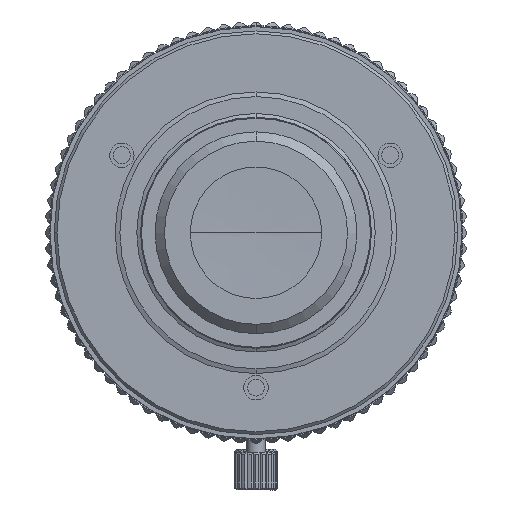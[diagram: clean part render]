
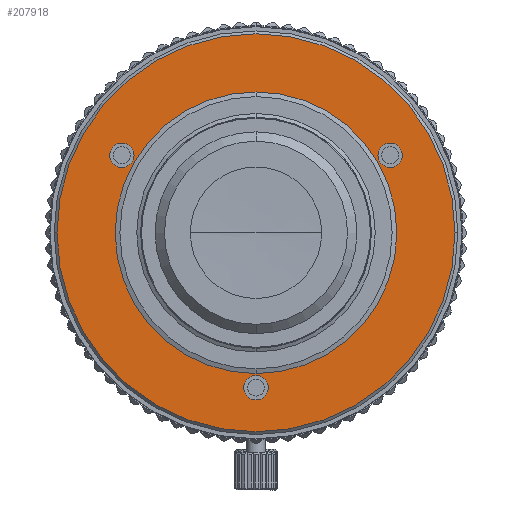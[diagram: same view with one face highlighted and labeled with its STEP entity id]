
A CAD part, front view. The second image highlights one B-rep face of the part: STEP entity #207918.
In plain terms, the highlighted planar face has unit normal (0, -1, 0).
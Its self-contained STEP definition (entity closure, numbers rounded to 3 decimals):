
#308 = CARTESIAN_POINT ( 'NONE',  ( -14.289, -4.55, 8.25 ) ) ;
#9084 = EDGE_CURVE ( 'NONE', #197566, #214408, #164452, .T. ) ;
#9987 = CARTESIAN_POINT ( 'NONE',  ( 14.289, -4.55, 9.55 ) ) ;
#17015 = ORIENTED_EDGE ( 'NONE', *, *, #144266, .F. ) ;
#19949 = CARTESIAN_POINT ( 'NONE',  ( 0., -4.55, 0. ) ) ;
#20129 = EDGE_CURVE ( 'NONE', #78679, #21111, #135824, .T. ) ;
#20775 = DIRECTION ( 'NONE',  ( 0., 1., 0. ) ) ;
#21111 = VERTEX_POINT ( 'NONE', #66870 ) ;
#24459 = DIRECTION ( 'NONE',  ( 0., 0., -1. ) ) ;
#28568 = CIRCLE ( 'NONE', #217380, 1.3 ) ;
#29489 = FACE_BOUND ( 'NONE', #233348, .T. ) ;
#30582 = DIRECTION ( 'NONE',  ( 0., 1., 0. ) ) ;
#31115 = EDGE_CURVE ( 'NONE', #214408, #197566, #200650, .T. ) ;
#31916 = CARTESIAN_POINT ( 'NONE',  ( 0., -4.55, -16.5 ) ) ;
#35499 = DIRECTION ( 'NONE',  ( 0., 0., -1. ) ) ;
#39848 = DIRECTION ( 'NONE',  ( 0., -1., 0. ) ) ;
#42541 = DIRECTION ( 'NONE',  ( 0., 1., 0. ) ) ;
#42660 = AXIS2_PLACEMENT_3D ( 'NONE', #128944, #50591, #124171 ) ;
#42836 = CARTESIAN_POINT ( 'NONE',  ( 0., -4.55, 0. ) ) ;
#43472 = AXIS2_PLACEMENT_3D ( 'NONE', #31916, #200644, #35499 ) ;
#46144 = ORIENTED_EDGE ( 'NONE', *, *, #68429, .T. ) ;
#50591 = DIRECTION ( 'NONE',  ( 0., 1., 0. ) ) ;
#50621 = ORIENTED_EDGE ( 'NONE', *, *, #195338, .F. ) ;
#53149 = EDGE_CURVE ( 'NONE', #85384, #74658, #135408, .T. ) ;
#56208 = DIRECTION ( 'NONE',  ( -1., 0., 0. ) ) ;
#62403 = VERTEX_POINT ( 'NONE', #91986 ) ;
#63224 = DIRECTION ( 'NONE',  ( 0., 0., -1. ) ) ;
#63876 = ORIENTED_EDGE ( 'NONE', *, *, #31115, .T. ) ;
#66870 = CARTESIAN_POINT ( 'NONE',  ( 0., -4.55, -15. ) ) ;
#68429 = EDGE_CURVE ( 'NONE', #149514, #62403, #28568, .T. ) ;
#70254 = AXIS2_PLACEMENT_3D ( 'NONE', #165297, #39848, #206192 ) ;
#74658 = VERTEX_POINT ( 'NONE', #88941 ) ;
#77102 = ORIENTED_EDGE ( 'NONE', *, *, #9084, .T. ) ;
#77535 = AXIS2_PLACEMENT_3D ( 'NONE', #139241, #140429, #215088 ) ;
#78679 = VERTEX_POINT ( 'NONE', #224937 ) ;
#78951 = DIRECTION ( 'NONE',  ( -1., 0., 0. ) ) ;
#79045 = AXIS2_PLACEMENT_3D ( 'NONE', #218055, #148127, #184232 ) ;
#85384 = VERTEX_POINT ( 'NONE', #113621 ) ;
#88941 = CARTESIAN_POINT ( 'NONE',  ( -21.2, -4.55, 0. ) ) ;
#91298 = ORIENTED_EDGE ( 'NONE', *, *, #156232, .T. ) ;
#91986 = CARTESIAN_POINT ( 'NONE',  ( -14.289, -4.55, 9.55 ) ) ;
#99597 = EDGE_LOOP ( 'NONE', ( #125117, #50621 ) ) ;
#102790 = EDGE_LOOP ( 'NONE', ( #63876, #77102 ) ) ;
#103057 = PLANE ( 'NONE',  #77535 ) ;
#113621 = CARTESIAN_POINT ( 'NONE',  ( 21.2, -4.55, 0. ) ) ;
#115216 = DIRECTION ( 'NONE',  ( 0., 1., 0. ) ) ;
#120362 = ORIENTED_EDGE ( 'NONE', *, *, #147939, .T. ) ;
#121163 = FACE_BOUND ( 'NONE', #102790, .T. ) ;
#124171 = DIRECTION ( 'NONE',  ( 0., 0., -1. ) ) ;
#124923 = EDGE_LOOP ( 'NONE', ( #147237, #120362 ) ) ;
#125117 = ORIENTED_EDGE ( 'NONE', *, *, #20129, .F. ) ;
#125245 = CARTESIAN_POINT ( 'NONE',  ( 0., -4.55, -16.5 ) ) ;
#128944 = CARTESIAN_POINT ( 'NONE',  ( 14.289, -4.55, 8.25 ) ) ;
#134322 = CIRCLE ( 'NONE', #215307, 1.3 ) ;
#135408 = CIRCLE ( 'NONE', #158603, 21.2 ) ;
#135824 = CIRCLE ( 'NONE', #70254, 15. ) ;
#139241 = CARTESIAN_POINT ( 'NONE',  ( -22.063, -4.55, -22.048 ) ) ;
#140429 = DIRECTION ( 'NONE',  ( 0., 1., 0. ) ) ;
#144266 = EDGE_CURVE ( 'NONE', #74658, #85384, #223669, .T. ) ;
#146239 = DIRECTION ( 'NONE',  ( 0., 0., -1. ) ) ;
#147237 = ORIENTED_EDGE ( 'NONE', *, *, #168263, .T. ) ;
#147939 = EDGE_CURVE ( 'NONE', #218988, #221178, #235912, .T. ) ;
#148127 = DIRECTION ( 'NONE',  ( 0., -1., 0. ) ) ;
#149514 = VERTEX_POINT ( 'NONE', #167120 ) ;
#153853 = AXIS2_PLACEMENT_3D ( 'NONE', #125245, #217991, #237302 ) ;
#156232 = EDGE_CURVE ( 'NONE', #62403, #149514, #134322, .T. ) ;
#156679 = CARTESIAN_POINT ( 'NONE',  ( 14.289, -4.55, 6.95 ) ) ;
#158603 = AXIS2_PLACEMENT_3D ( 'NONE', #42836, #115216, #56208 ) ;
#161618 = CIRCLE ( 'NONE', #153853, 1.3 ) ;
#164452 = CIRCLE ( 'NONE', #172178, 1.3 ) ;
#165297 = CARTESIAN_POINT ( 'NONE',  ( 0., -4.55, 0. ) ) ;
#167120 = CARTESIAN_POINT ( 'NONE',  ( -14.289, -4.55, 6.95 ) ) ;
#168263 = EDGE_CURVE ( 'NONE', #221178, #218988, #161618, .T. ) ;
#172178 = AXIS2_PLACEMENT_3D ( 'NONE', #222248, #42541, #24459 ) ;
#181359 = AXIS2_PLACEMENT_3D ( 'NONE', #19949, #187447, #78951 ) ;
#183008 = CIRCLE ( 'NONE', #79045, 15. ) ;
#184232 = DIRECTION ( 'NONE',  ( 0., 0., 1. ) ) ;
#187447 = DIRECTION ( 'NONE',  ( 0., 1., 0. ) ) ;
#188422 = CARTESIAN_POINT ( 'NONE',  ( 0., -4.55, -17.8 ) ) ;
#193427 = FACE_OUTER_BOUND ( 'NONE', #202372, .T. ) ;
#195338 = EDGE_CURVE ( 'NONE', #21111, #78679, #183008, .T. ) ;
#197566 = VERTEX_POINT ( 'NONE', #9987 ) ;
#200644 = DIRECTION ( 'NONE',  ( 0., 1., 0. ) ) ;
#200650 = CIRCLE ( 'NONE', #42660, 1.3 ) ;
#202372 = EDGE_LOOP ( 'NONE', ( #17015, #221408 ) ) ;
#206192 = DIRECTION ( 'NONE',  ( 0., 0., 1. ) ) ;
#207918 = ADVANCED_FACE ( 'NONE', ( #229657, #213903, #121163, #29489, #193427 ), #103057, .F. ) ;
#210268 = CARTESIAN_POINT ( 'NONE',  ( -14.289, -4.55, 8.25 ) ) ;
#213903 = FACE_BOUND ( 'NONE', #124923, .T. ) ;
#214408 = VERTEX_POINT ( 'NONE', #156679 ) ;
#214881 = CARTESIAN_POINT ( 'NONE',  ( 0., -4.55, -15.2 ) ) ;
#215088 = DIRECTION ( 'NONE',  ( 0., 0., 1. ) ) ;
#215307 = AXIS2_PLACEMENT_3D ( 'NONE', #210268, #30582, #63224 ) ;
#217380 = AXIS2_PLACEMENT_3D ( 'NONE', #308, #20775, #146239 ) ;
#217991 = DIRECTION ( 'NONE',  ( 0., 1., 0. ) ) ;
#218055 = CARTESIAN_POINT ( 'NONE',  ( 0., -4.55, 0. ) ) ;
#218988 = VERTEX_POINT ( 'NONE', #214881 ) ;
#221178 = VERTEX_POINT ( 'NONE', #188422 ) ;
#221408 = ORIENTED_EDGE ( 'NONE', *, *, #53149, .F. ) ;
#222248 = CARTESIAN_POINT ( 'NONE',  ( 14.289, -4.55, 8.25 ) ) ;
#223669 = CIRCLE ( 'NONE', #181359, 21.2 ) ;
#224937 = CARTESIAN_POINT ( 'NONE',  ( 0., -4.55, 15. ) ) ;
#229657 = FACE_BOUND ( 'NONE', #99597, .T. ) ;
#233348 = EDGE_LOOP ( 'NONE', ( #46144, #91298 ) ) ;
#235912 = CIRCLE ( 'NONE', #43472, 1.3 ) ;
#237302 = DIRECTION ( 'NONE',  ( 0., 0., -1. ) ) ;
